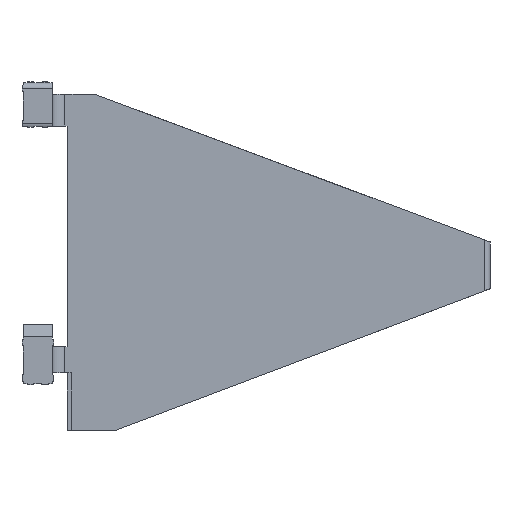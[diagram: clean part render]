
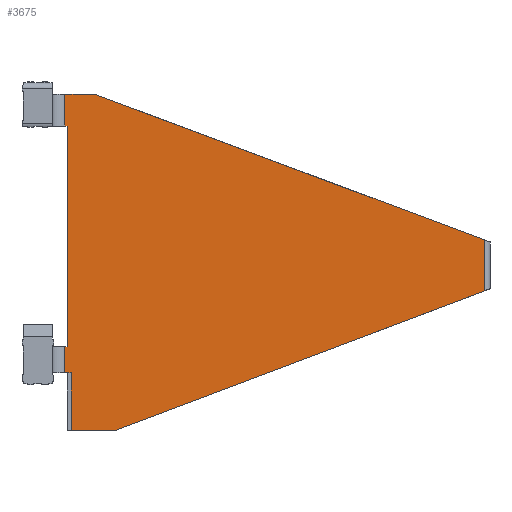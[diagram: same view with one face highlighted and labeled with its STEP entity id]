
A CAD part, left-side view. The second image highlights one B-rep face of the part: STEP entity #3675.
In plain terms, the highlighted planar face has unit normal (-1, 0, 0).
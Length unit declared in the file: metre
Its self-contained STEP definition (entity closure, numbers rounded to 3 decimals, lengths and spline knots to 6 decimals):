
#96=LINE('',#5014,#565);
#106=LINE('',#5037,#575);
#110=LINE('',#5047,#579);
#116=LINE('',#5055,#585);
#122=LINE('',#5071,#591);
#372=LINE('',#5619,#841);
#459=LINE('',#5845,#928);
#493=LINE('',#5908,#962);
#499=LINE('',#5919,#968);
#501=LINE('',#5924,#970);
#513=LINE('',#5952,#982);
#514=LINE('',#5953,#983);
#565=VECTOR('',#4054,1.);
#575=VECTOR('',#4068,1.);
#579=VECTOR('',#4076,1.);
#585=VECTOR('',#4084,1.);
#591=VECTOR('',#4096,1.);
#841=VECTOR('',#4522,1.);
#928=VECTOR('',#4711,1.);
#962=VECTOR('',#4799,1.);
#968=VECTOR('',#4813,1.);
#970=VECTOR('',#4819,1.);
#982=VECTOR('',#4849,1.);
#983=VECTOR('',#4850,1.);
#1955=ORIENTED_EDGE('',*,*,#2137,.F.);
#1956=ORIENTED_EDGE('',*,*,#2590,.F.);
#1957=ORIENTED_EDGE('',*,*,#2143,.T.);
#1958=ORIENTED_EDGE('',*,*,#2122,.F.);
#1959=ORIENTED_EDGE('',*,*,#2571,.T.);
#1960=ORIENTED_EDGE('',*,*,#2412,.T.);
#1961=ORIENTED_EDGE('',*,*,#2530,.F.);
#1962=ORIENTED_EDGE('',*,*,#2565,.F.);
#1963=ORIENTED_EDGE('',*,*,#2151,.F.);
#1964=ORIENTED_EDGE('',*,*,#2574,.T.);
#1965=ORIENTED_EDGE('',*,*,#2591,.F.);
#1966=ORIENTED_EDGE('',*,*,#2132,.T.);
#2122=EDGE_CURVE('',#2648,#2649,#96,.T.);
#2132=EDGE_CURVE('',#2659,#2658,#106,.T.);
#2137=EDGE_CURVE('',#2662,#2658,#110,.T.);
#2143=EDGE_CURVE('',#2664,#2649,#116,.T.);
#2151=EDGE_CURVE('',#2670,#2671,#122,.T.);
#2412=EDGE_CURVE('',#2881,#2880,#372,.T.);
#2530=EDGE_CURVE('',#2948,#2880,#459,.T.);
#2565=EDGE_CURVE('',#2671,#2948,#493,.T.);
#2571=EDGE_CURVE('',#2648,#2881,#499,.T.);
#2574=EDGE_CURVE('',#2670,#2952,#501,.T.);
#2590=EDGE_CURVE('',#2664,#2662,#513,.T.);
#2591=EDGE_CURVE('',#2659,#2952,#514,.T.);
#2648=VERTEX_POINT('',#5015);
#2649=VERTEX_POINT('',#5016);
#2658=VERTEX_POINT('',#5036);
#2659=VERTEX_POINT('',#5038);
#2662=VERTEX_POINT('',#5046);
#2664=VERTEX_POINT('',#5056);
#2670=VERTEX_POINT('',#5070);
#2671=VERTEX_POINT('',#5072);
#2880=VERTEX_POINT('',#5618);
#2881=VERTEX_POINT('',#5620);
#2948=VERTEX_POINT('',#5844);
#2952=VERTEX_POINT('',#5923);
#3174=EDGE_LOOP('',(#1955,#1956,#1957,#1958,#1959,#1960,#1961,#1962,#1963,
#1964,#1965,#1966));
#3352=FACE_BOUND('',#3174,.T.);
#3503=PLANE('',#3928);
#3675=ADVANCED_FACE('',(#3352),#3503,.T.);
#3928=AXIS2_PLACEMENT_3D('',#5951,#4847,#4848);
#4054=DIRECTION('',(0.,0.,1.));
#4068=DIRECTION('',(0.,0.,-1.));
#4076=DIRECTION('',(0.,-1.,0.));
#4084=DIRECTION('',(0.,-1.,0.));
#4096=DIRECTION('',(0.,-1.,0.));
#4522=DIRECTION('',(0.,-0.935,0.354));
#4711=DIRECTION('',(0.,0.,-1.));
#4799=DIRECTION('',(0.,-0.937,-0.35));
#4813=DIRECTION('',(0.,-1.,0.));
#4819=DIRECTION('',(0.,0.,-1.));
#4847=DIRECTION('',(-1.,0.,0.));
#4848=DIRECTION('',(0.,0.,1.));
#4849=DIRECTION('',(0.,0.,1.));
#4850=DIRECTION('',(0.,1.,0.));
#5014=CARTESIAN_POINT('',(0.04941,-0.01323,-0.028239));
#5015=CARTESIAN_POINT('',(0.04941,-0.01323,-0.028239));
#5016=CARTESIAN_POINT('',(0.04941,-0.01323,-0.018389));
#5036=CARTESIAN_POINT('',(0.04941,-0.01253,-0.013932));
#5037=CARTESIAN_POINT('',(0.04941,-0.01253,0.018339));
#5038=CARTESIAN_POINT('',(0.04941,-0.01253,0.023839));
#5046=CARTESIAN_POINT('',(0.04941,-0.012151,-0.013932));
#5047=CARTESIAN_POINT('',(0.04941,-0.00853,-0.013932));
#5055=CARTESIAN_POINT('',(0.04941,-0.00853,-0.018389));
#5056=CARTESIAN_POINT('',(0.04941,-0.012151,-0.018389));
#5070=CARTESIAN_POINT('',(0.04941,-0.012151,0.029289));
#5071=CARTESIAN_POINT('',(0.04941,-0.00853,0.029289));
#5072=CARTESIAN_POINT('',(0.04941,-0.017247,0.029289));
#5618=CARTESIAN_POINT('',(0.04941,-0.083907,-0.004378));
#5619=CARTESIAN_POINT('',(0.04941,-0.025932,-0.026287));
#5620=CARTESIAN_POINT('',(0.04941,-0.020768,-0.028239));
#5844=CARTESIAN_POINT('',(0.04941,-0.083907,0.004374));
#5845=CARTESIAN_POINT('',(0.04941,-0.083907,0.019761));
#5908=CARTESIAN_POINT('',(0.04941,-0.012723,0.03098));
#5919=CARTESIAN_POINT('',(0.04941,-0.09203,-0.028239));
#5923=CARTESIAN_POINT('',(0.04941,-0.012151,0.023839));
#5924=CARTESIAN_POINT('',(0.04941,-0.012151,0.023839));
#5951=CARTESIAN_POINT('',(0.04941,-0.00853,0.019761));
#5952=CARTESIAN_POINT('',(0.04941,-0.012151,-0.013932));
#5953=CARTESIAN_POINT('',(0.04941,-0.03503,0.023839));
